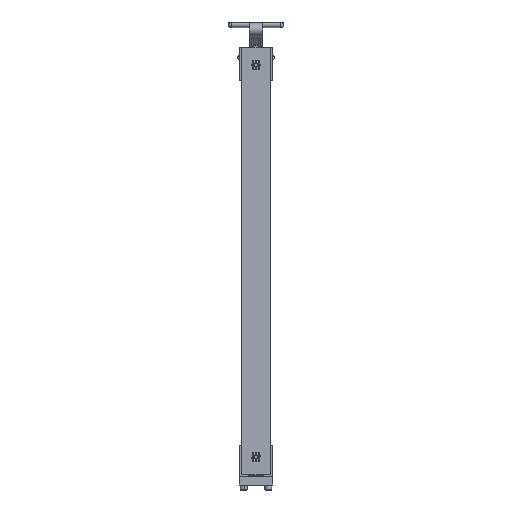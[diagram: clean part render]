
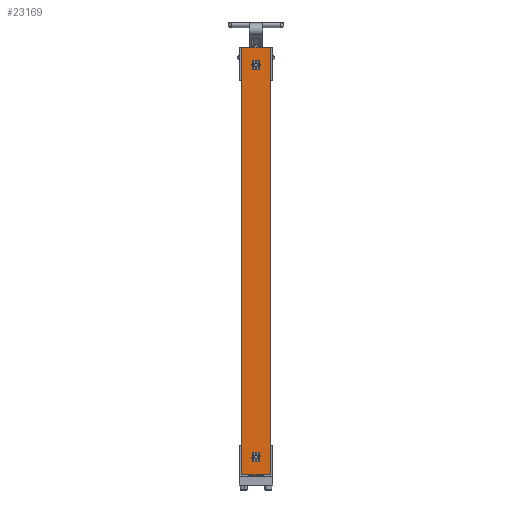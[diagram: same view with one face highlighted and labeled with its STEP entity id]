
A CAD part, front view. The second image highlights one B-rep face of the part: STEP entity #23169.
In plain terms, the highlighted planar face has unit normal (0, -1, 0).
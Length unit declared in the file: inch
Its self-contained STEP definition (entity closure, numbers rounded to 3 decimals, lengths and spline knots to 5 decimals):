
#270 = CARTESIAN_POINT ( 'NONE',  ( -0.8125, 0., 12. ) ) ;
#696 = CARTESIAN_POINT ( 'NONE',  ( 0., 0., -11. ) ) ;
#754 = FACE_BOUND ( 'NONE', #34670, .T. ) ;
#1112 = CIRCLE ( 'NONE', #34870, 0.166 ) ;
#2859 = DIRECTION ( 'NONE',  ( 0., 0., 1. ) ) ;
#2885 = LINE ( 'NONE', #19109, #35196 ) ;
#2980 = VECTOR ( 'NONE', #22179, 39.37008 ) ;
#3286 = VERTEX_POINT ( 'NONE', #14363 ) ;
#3851 = DIRECTION ( 'NONE',  ( 0., 0., 1. ) ) ;
#5928 = EDGE_CURVE ( 'NONE', #13979, #6388, #30925, .T. ) ;
#6388 = VERTEX_POINT ( 'NONE', #15590 ) ;
#6574 = AXIS2_PLACEMENT_3D ( 'NONE', #19455, #13528, #35428 ) ;
#6824 = EDGE_LOOP ( 'NONE', ( #36187, #29195, #10590, #22666 ) ) ;
#7073 = EDGE_CURVE ( 'NONE', #26114, #3286, #2885, .T. ) ;
#7361 = ORIENTED_EDGE ( 'NONE', *, *, #12603, .T. ) ;
#7662 = LINE ( 'NONE', #32492, #31650 ) ;
#7896 = CARTESIAN_POINT ( 'NONE',  ( 0., 0., -10.834 ) ) ;
#8165 = CARTESIAN_POINT ( 'NONE',  ( -0.8125, 0., -12. ) ) ;
#9015 = CARTESIAN_POINT ( 'NONE',  ( 0., 0., -11.166 ) ) ;
#9624 = VERTEX_POINT ( 'NONE', #9015 ) ;
#9649 = CARTESIAN_POINT ( 'NONE',  ( 0., 0., 11. ) ) ;
#10590 = ORIENTED_EDGE ( 'NONE', *, *, #7073, .F. ) ;
#10967 = AXIS2_PLACEMENT_3D ( 'NONE', #9649, #31568, #12810 ) ;
#11716 = AXIS2_PLACEMENT_3D ( 'NONE', #696, #22605, #3851 ) ;
#11988 = CARTESIAN_POINT ( 'NONE',  ( 0.8125, 0., -12. ) ) ;
#12072 = FACE_BOUND ( 'NONE', #25202, .T. ) ;
#12603 = EDGE_CURVE ( 'NONE', #13370, #9624, #1112, .T. ) ;
#12810 = DIRECTION ( 'NONE',  ( 0., 0., 1. ) ) ;
#12838 = ORIENTED_EDGE ( 'NONE', *, *, #5928, .T. ) ;
#13370 = VERTEX_POINT ( 'NONE', #7896 ) ;
#13420 = VERTEX_POINT ( 'NONE', #8165 ) ;
#13528 = DIRECTION ( 'NONE',  ( 0., 1., 0. ) ) ;
#13979 = VERTEX_POINT ( 'NONE', #16723 ) ;
#14363 = CARTESIAN_POINT ( 'NONE',  ( 0.8125, 0., 12. ) ) ;
#15590 = CARTESIAN_POINT ( 'NONE',  ( 0., 0., 11.166 ) ) ;
#15710 = EDGE_CURVE ( 'NONE', #3286, #33266, #7662, .T. ) ;
#16723 = CARTESIAN_POINT ( 'NONE',  ( 0., 0., 10.834 ) ) ;
#16739 = DIRECTION ( 'NONE',  ( 1., 0., 0. ) ) ;
#17701 = CARTESIAN_POINT ( 'NONE',  ( -0.8125, 0., 12. ) ) ;
#18612 = CARTESIAN_POINT ( 'NONE',  ( 0., 0., 11. ) ) ;
#19109 = CARTESIAN_POINT ( 'NONE',  ( 0., 0., 12. ) ) ;
#19455 = CARTESIAN_POINT ( 'NONE',  ( 0., 0., 12. ) ) ;
#21638 = DIRECTION ( 'NONE',  ( 0., 1., 0. ) ) ;
#21726 = DIRECTION ( 'NONE',  ( 0., 0., 1. ) ) ;
#22179 = DIRECTION ( 'NONE',  ( 0., 0., -1. ) ) ;
#22354 = DIRECTION ( 'NONE',  ( 1., 0., 0. ) ) ;
#22605 = DIRECTION ( 'NONE',  ( 0., 1., 0. ) ) ;
#22666 = ORIENTED_EDGE ( 'NONE', *, *, #26795, .T. ) ;
#23169 = ADVANCED_FACE ( 'NONE', ( #754, #12072, #34091 ), #32279, .F. ) ;
#25202 = EDGE_LOOP ( 'NONE', ( #7361, #32019 ) ) ;
#25992 = CARTESIAN_POINT ( 'NONE',  ( 0., 0., -12. ) ) ;
#26114 = VERTEX_POINT ( 'NONE', #17701 ) ;
#26519 = AXIS2_PLACEMENT_3D ( 'NONE', #18612, #40478, #21726 ) ;
#26795 = EDGE_CURVE ( 'NONE', #26114, #13420, #36317, .T. ) ;
#26893 = VECTOR ( 'NONE', #16739, 39.37008 ) ;
#27072 = CIRCLE ( 'NONE', #10967, 0.166 ) ;
#28023 = EDGE_CURVE ( 'NONE', #13420, #33266, #35211, .T. ) ;
#29195 = ORIENTED_EDGE ( 'NONE', *, *, #15710, .F. ) ;
#29315 = EDGE_CURVE ( 'NONE', #6388, #13979, #27072, .T. ) ;
#30925 = CIRCLE ( 'NONE', #26519, 0.166 ) ;
#31568 = DIRECTION ( 'NONE',  ( 0., 1., 0. ) ) ;
#31650 = VECTOR ( 'NONE', #38774, 39.37008 ) ;
#31790 = EDGE_CURVE ( 'NONE', #9624, #13370, #39228, .T. ) ;
#32019 = ORIENTED_EDGE ( 'NONE', *, *, #31790, .T. ) ;
#32279 = PLANE ( 'NONE',  #6574 ) ;
#32492 = CARTESIAN_POINT ( 'NONE',  ( 0.8125, 0., 12. ) ) ;
#33266 = VERTEX_POINT ( 'NONE', #11988 ) ;
#34091 = FACE_OUTER_BOUND ( 'NONE', #6824, .T. ) ;
#34670 = EDGE_LOOP ( 'NONE', ( #38556, #12838 ) ) ;
#34870 = AXIS2_PLACEMENT_3D ( 'NONE', #40397, #21638, #2859 ) ;
#35196 = VECTOR ( 'NONE', #22354, 39.37008 ) ;
#35211 = LINE ( 'NONE', #25992, #26893 ) ;
#35428 = DIRECTION ( 'NONE',  ( 0., 0., 1. ) ) ;
#36187 = ORIENTED_EDGE ( 'NONE', *, *, #28023, .T. ) ;
#36317 = LINE ( 'NONE', #270, #2980 ) ;
#38556 = ORIENTED_EDGE ( 'NONE', *, *, #29315, .T. ) ;
#38774 = DIRECTION ( 'NONE',  ( 0., 0., -1. ) ) ;
#39228 = CIRCLE ( 'NONE', #11716, 0.166 ) ;
#40397 = CARTESIAN_POINT ( 'NONE',  ( 0., 0., -11. ) ) ;
#40478 = DIRECTION ( 'NONE',  ( 0., 1., 0. ) ) ;
